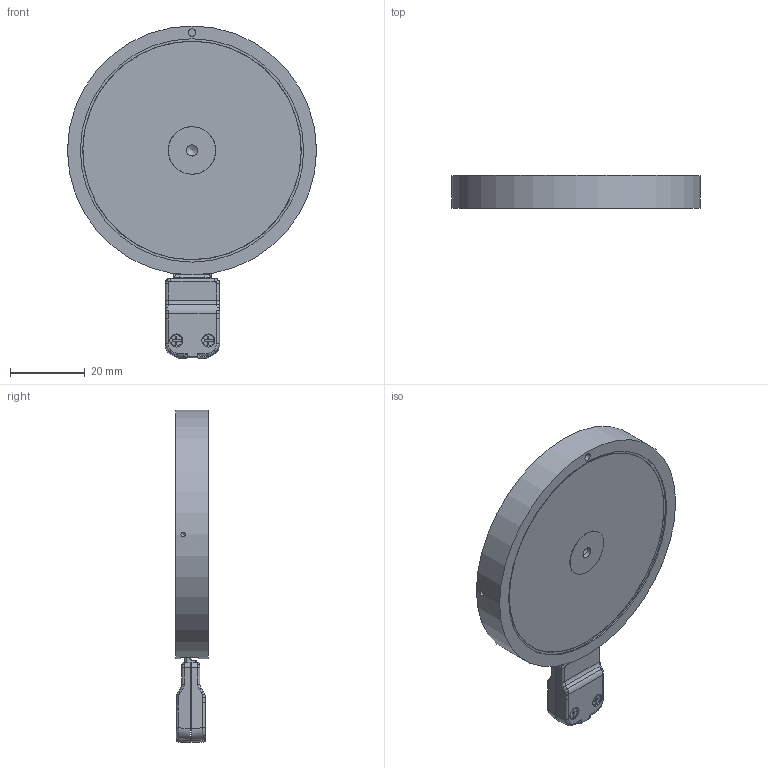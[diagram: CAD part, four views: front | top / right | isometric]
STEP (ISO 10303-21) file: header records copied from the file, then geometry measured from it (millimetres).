
FILE_DESCRIPTION(/* description */ (''),/* implementation_level */ '2;1');
FILE_NAME(/* name */ 'QLA383 Assy w Connector_Shrinkwrap_1.stp',/* time_stamp */ '2015-01-29T10:30:03-08:00',/* author */ ('Maciej'),/* organization */ (''),/* preprocessor_version */ 'ST-DEVELOPER v15.2',/* originating_system */ 'Autodesk Inventor 2014',/* authorisation */ '');
FILE_SCHEMA (('CONFIG_CONTROL_DESIGN'));
Length unit declared in the file: inch
Products named in the file (1): QLA383 Assy w Connector_Shrinkwrap_1
Bounding box: 66.8 x 8.81 x 89.1 mm (x, y, z)
Surface area: 14308.5 mm2 (no closed solid volume)
Topology: 0 solids, 31 shells, 159 faces, 680 edges, 548 vertices
Faces by surface type: cylinder 60, plane 58, bspline 30, torus 7, cone 4
Full cylindrical faces by diameter (mm): 1.219 x2, 1.999 x1, 2 x2, 3.023 x1, 3.5 x2, 5.9 x1, 59.944 x1, 66.802 x1
Entity records: 9907 total; most frequent: CARTESIAN_POINT 4425, DIRECTION 1135, ORIENTED_EDGE 910, EDGE_CURVE 646, VERTEX_POINT 533, AXIS2_PLACEMENT_3D 397, LINE 341, VECTOR 341
